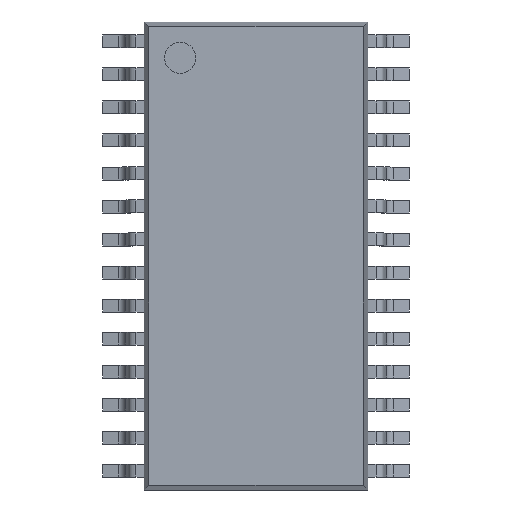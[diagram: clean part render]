
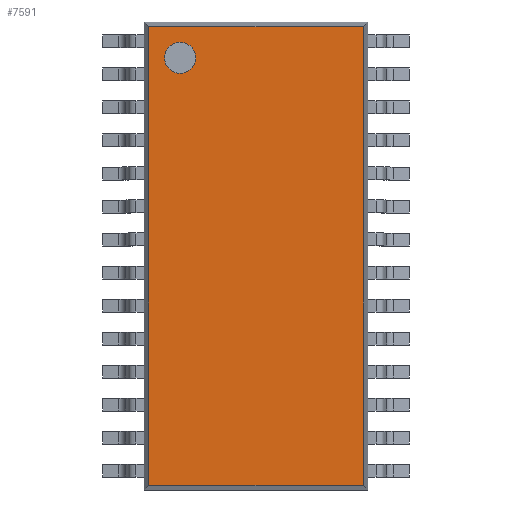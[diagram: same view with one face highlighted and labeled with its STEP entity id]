
A CAD part, top view. The second image highlights one B-rep face of the part: STEP entity #7591.
In plain terms, the highlighted planar face has unit normal (0, 0, 1).
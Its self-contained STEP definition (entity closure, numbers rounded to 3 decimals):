
#7179=CARTESIAN_POINT('',(-2.32,7.62,2.798));
#7180=VERTEX_POINT('',#7179);
#7196=CARTESIAN_POINT('',(-3.52,7.62,2.798));
#7197=VERTEX_POINT('',#7196);
#7204=CARTESIAN_POINT('',(-2.92,7.62,2.798));
#7205=DIRECTION('',(0.0,0.0,-1.0));
#7206=DIRECTION('',(1.0,0.0,0.0));
#7207=AXIS2_PLACEMENT_3D('',#7204,#7205,#7206);
#7208=CIRCLE('',#7207,0.6);
#7209=EDGE_CURVE('',#7180,#7197,#7208,.T.);
#7220=CARTESIAN_POINT('',(-2.92,7.62,2.798));
#7221=DIRECTION('',(0.0,0.0,-1.0));
#7222=DIRECTION('',(1.0,0.0,0.0));
#7223=AXIS2_PLACEMENT_3D('',#7220,#7221,#7222);
#7224=CIRCLE('',#7223,0.6);
#7225=EDGE_CURVE('',#7197,#7180,#7224,.T.);
#7452=CARTESIAN_POINT('',(4.12,-8.82,2.798));
#7453=VERTEX_POINT('',#7452);
#7460=CARTESIAN_POINT('',(-4.12,-8.82,2.798));
#7461=VERTEX_POINT('',#7460);
#7462=CARTESIAN_POINT('',(4.12,-8.82,2.798));
#7463=DIRECTION('',(-1.0,0.0,0.0));
#7464=VECTOR('',#7463,8.24);
#7465=LINE('',#7462,#7464);
#7466=EDGE_CURVE('',#7453,#7461,#7465,.T.);
#7482=CARTESIAN_POINT('',(-4.12,8.82,2.798));
#7483=VERTEX_POINT('',#7482);
#7484=CARTESIAN_POINT('',(-4.12,-8.82,2.798));
#7485=DIRECTION('',(0.0,1.0,0.0));
#7486=VECTOR('',#7485,17.64);
#7487=LINE('',#7484,#7486);
#7488=EDGE_CURVE('',#7461,#7483,#7487,.T.);
#7512=CARTESIAN_POINT('',(4.12,8.82,2.798));
#7513=VERTEX_POINT('',#7512);
#7520=CARTESIAN_POINT('',(4.12,8.82,2.798));
#7521=DIRECTION('',(0.0,-1.0,0.0));
#7522=VECTOR('',#7521,17.64);
#7523=LINE('',#7520,#7522);
#7524=EDGE_CURVE('',#7513,#7453,#7523,.T.);
#7537=CARTESIAN_POINT('',(-4.12,8.82,2.798));
#7538=DIRECTION('',(1.0,0.0,0.0));
#7539=VECTOR('',#7538,8.24);
#7540=LINE('',#7537,#7539);
#7541=EDGE_CURVE('',#7483,#7513,#7540,.T.);
#7576=CARTESIAN_POINT('',(4.3,-9.,2.798));
#7577=DIRECTION('',(0.0,0.0,1.0));
#7578=DIRECTION('',(1.0,0.0,0.0));
#7579=AXIS2_PLACEMENT_3D('',#7576,#7577,#7578);
#7580=PLANE('',#7579);
#7581=ORIENTED_EDGE('',*,*,#7466,.F.);
#7582=ORIENTED_EDGE('',*,*,#7524,.F.);
#7583=ORIENTED_EDGE('',*,*,#7541,.F.);
#7584=ORIENTED_EDGE('',*,*,#7488,.F.);
#7585=EDGE_LOOP('',(#7581,#7582,#7583,#7584));
#7586=FACE_OUTER_BOUND('',#7585,.T.);
#7587=ORIENTED_EDGE('',*,*,#7209,.T.);
#7588=ORIENTED_EDGE('',*,*,#7225,.T.);
#7589=EDGE_LOOP('',(#7587,#7588));
#7590=FACE_BOUND('',#7589,.T.);
#7591=ADVANCED_FACE('',(#7586,#7590),#7580,.T.);
